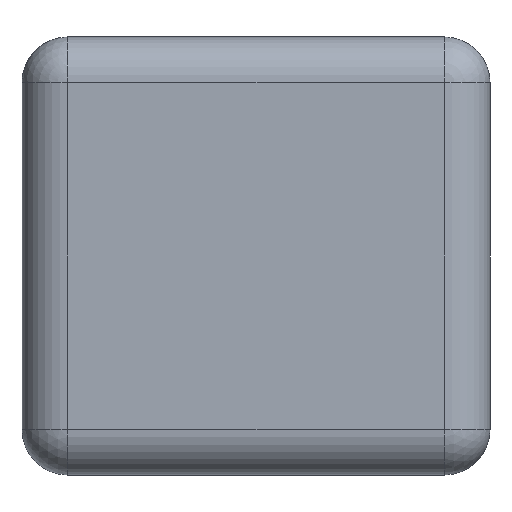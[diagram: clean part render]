
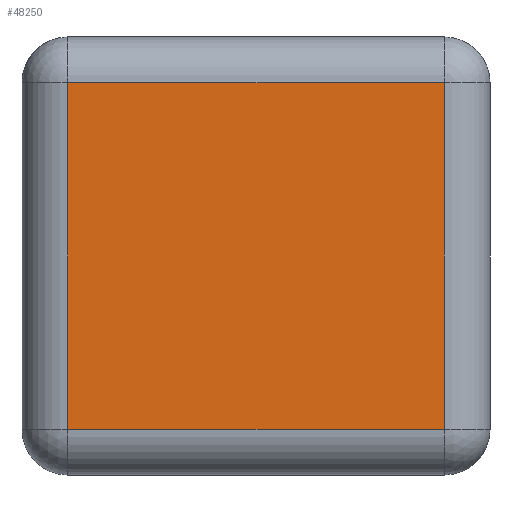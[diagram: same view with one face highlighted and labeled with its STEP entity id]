
A CAD part, front view. The second image highlights one B-rep face of the part: STEP entity #48250.
In plain terms, the highlighted planar face has unit normal (0, -1, 0).
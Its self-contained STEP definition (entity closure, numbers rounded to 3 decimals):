
#1124 = VERTEX_POINT ( 'NONE', #49865 ) ;
#2481 = VECTOR ( 'NONE', #47889, 1000. ) ;
#4164 = VECTOR ( 'NONE', #55061, 1000. ) ;
#4299 = CARTESIAN_POINT ( 'NONE',  ( 329.865, -413.765, -303.614 ) ) ;
#6324 = ORIENTED_EDGE ( 'NONE', *, *, #65619, .T. ) ;
#9760 = VERTEX_POINT ( 'NONE', #4299 ) ;
#10620 = CARTESIAN_POINT ( 'NONE',  ( 0., -413.765, 303.614 ) ) ;
#12499 = ORIENTED_EDGE ( 'NONE', *, *, #22905, .T. ) ;
#13294 = EDGE_CURVE ( 'NONE', #9760, #33566, #38591, .T. ) ;
#15754 = PLANE ( 'NONE',  #27223 ) ;
#16997 = ORIENTED_EDGE ( 'NONE', *, *, #13294, .T. ) ;
#17438 = CARTESIAN_POINT ( 'NONE',  ( 329.865, -413.765, 303.614 ) ) ;
#17506 = DIRECTION ( 'NONE',  ( 1., 0., 0. ) ) ;
#22413 = CARTESIAN_POINT ( 'NONE',  ( -329.865, -413.765, 0. ) ) ;
#22905 = EDGE_CURVE ( 'NONE', #59054, #1124, #28680, .T. ) ;
#23381 = CARTESIAN_POINT ( 'NONE',  ( 0., -413.765, -303.614 ) ) ;
#27141 = VECTOR ( 'NONE', #38993, 1000. ) ;
#27223 = AXIS2_PLACEMENT_3D ( 'NONE', #41270, #65588, #28712 ) ;
#28680 = LINE ( 'NONE', #22413, #4164 ) ;
#28712 = DIRECTION ( 'NONE',  ( 0., 0., -1. ) ) ;
#33566 = VERTEX_POINT ( 'NONE', #17438 ) ;
#35990 = ORIENTED_EDGE ( 'NONE', *, *, #72761, .T. ) ;
#36544 = LINE ( 'NONE', #10620, #2481 ) ;
#37728 = CARTESIAN_POINT ( 'NONE',  ( -329.865, -413.765, 303.614 ) ) ;
#38591 = LINE ( 'NONE', #64146, #27141 ) ;
#38993 = DIRECTION ( 'NONE',  ( 0., 0., 1. ) ) ;
#40819 = VECTOR ( 'NONE', #17506, 1000. ) ;
#41270 = CARTESIAN_POINT ( 'NONE',  ( 0., -413.765, 0. ) ) ;
#47889 = DIRECTION ( 'NONE',  ( -1., 0., 0. ) ) ;
#48250 = ADVANCED_FACE ( 'NONE', ( #79045 ), #15754, .T. ) ;
#49865 = CARTESIAN_POINT ( 'NONE',  ( -329.865, -413.765, -303.614 ) ) ;
#55061 = DIRECTION ( 'NONE',  ( 0., 0., -1. ) ) ;
#59054 = VERTEX_POINT ( 'NONE', #37728 ) ;
#61900 = LINE ( 'NONE', #23381, #40819 ) ;
#64146 = CARTESIAN_POINT ( 'NONE',  ( 329.865, -413.765, 0. ) ) ;
#65588 = DIRECTION ( 'NONE',  ( 0., -1., 0. ) ) ;
#65619 = EDGE_CURVE ( 'NONE', #1124, #9760, #61900, .T. ) ;
#72761 = EDGE_CURVE ( 'NONE', #33566, #59054, #36544, .T. ) ;
#73591 = EDGE_LOOP ( 'NONE', ( #16997, #35990, #12499, #6324 ) ) ;
#79045 = FACE_OUTER_BOUND ( 'NONE', #73591, .T. ) ;
